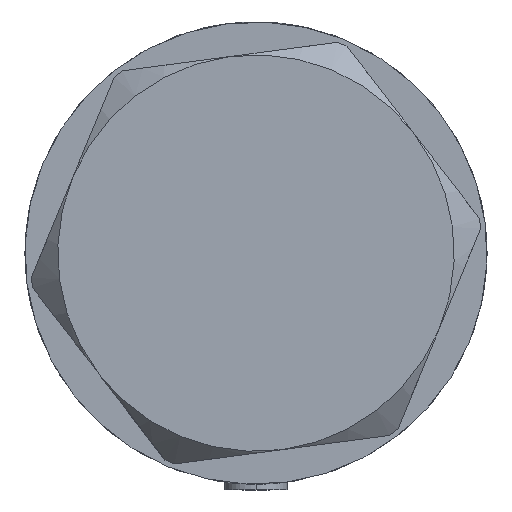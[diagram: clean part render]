
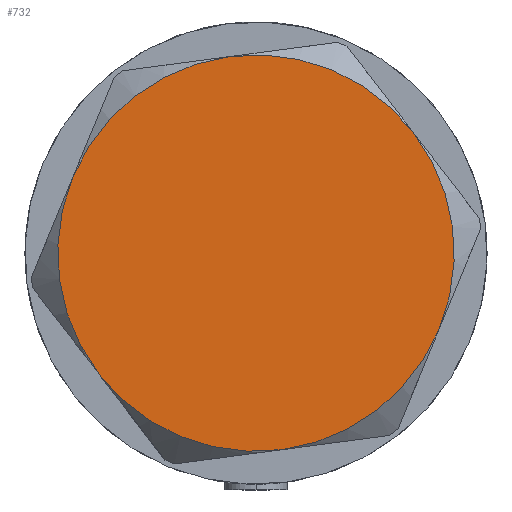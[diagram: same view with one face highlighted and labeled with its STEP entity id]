
A CAD part, left-side view. The second image highlights one B-rep face of the part: STEP entity #732.
In plain terms, the highlighted face is planar.
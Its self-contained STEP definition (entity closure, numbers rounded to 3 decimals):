
#12 = CIRCLE ( 'NONE', #950, 37.75 ) ;
#80 = CIRCLE ( 'NONE', #1488, 37.75 ) ;
#181 = CARTESIAN_POINT ( 'NONE',  ( 18.875, 32.692, 13. ) ) ;
#200 = CARTESIAN_POINT ( 'NONE',  ( 0., 0., 13. ) ) ;
#227 = CIRCLE ( 'NONE', #3751, 37.75 ) ;
#304 = CIRCLE ( 'NONE', #2901, 37.75 ) ;
#452 = CARTESIAN_POINT ( 'NONE',  ( 0., 0., 13. ) ) ;
#529 = DIRECTION ( 'NONE',  ( 0., 0., 1. ) ) ;
#547 = AXIS2_PLACEMENT_3D ( 'NONE', #3323, #4835, #2596 ) ;
#575 = EDGE_CURVE ( 'NONE', #3684, #1185, #304, .T. ) ;
#659 = EDGE_CURVE ( 'NONE', #2317, #4060, #227, .T. ) ;
#732 = ADVANCED_FACE ( 'NONE', ( #844 ), #1263, .T. ) ;
#844 = FACE_OUTER_BOUND ( 'NONE', #4433, .T. ) ;
#918 = DIRECTION ( 'NONE',  ( 1., 0., 0. ) ) ;
#929 = DIRECTION ( 'NONE',  ( 1., 0., 0. ) ) ;
#948 = CARTESIAN_POINT ( 'NONE',  ( 0., 0., 13. ) ) ;
#950 = AXIS2_PLACEMENT_3D ( 'NONE', #4135, #4833, #1458 ) ;
#952 = ORIENTED_EDGE ( 'NONE', *, *, #3973, .T. ) ;
#1185 = VERTEX_POINT ( 'NONE', #1764 ) ;
#1263 = PLANE ( 'NONE',  #4700 ) ;
#1458 = DIRECTION ( 'NONE',  ( 1., 0., 0. ) ) ;
#1468 = ORIENTED_EDGE ( 'NONE', *, *, #1684, .T. ) ;
#1488 = AXIS2_PLACEMENT_3D ( 'NONE', #4646, #529, #929 ) ;
#1529 = CARTESIAN_POINT ( 'NONE',  ( -18.875, 32.692, 13. ) ) ;
#1639 = AXIS2_PLACEMENT_3D ( 'NONE', #3311, #2542, #4826 ) ;
#1684 = EDGE_CURVE ( 'NONE', #2755, #2129, #4708, .T. ) ;
#1764 = CARTESIAN_POINT ( 'NONE',  ( 18.875, -32.692, 13. ) ) ;
#1776 = CARTESIAN_POINT ( 'NONE',  ( -37.75, 0., 13. ) ) ;
#1958 = DIRECTION ( 'NONE',  ( 1., 0., 0. ) ) ;
#2129 = VERTEX_POINT ( 'NONE', #181 ) ;
#2317 = VERTEX_POINT ( 'NONE', #1529 ) ;
#2325 = ORIENTED_EDGE ( 'NONE', *, *, #575, .T. ) ;
#2374 = DIRECTION ( 'NONE',  ( 0., 0., 1. ) ) ;
#2409 = ORIENTED_EDGE ( 'NONE', *, *, #659, .T. ) ;
#2542 = DIRECTION ( 'NONE',  ( 0., 0., 1. ) ) ;
#2596 = DIRECTION ( 'NONE',  ( 1., 0., 0. ) ) ;
#2755 = VERTEX_POINT ( 'NONE', #4643 ) ;
#2901 = AXIS2_PLACEMENT_3D ( 'NONE', #452, #3089, #1958 ) ;
#2961 = ORIENTED_EDGE ( 'NONE', *, *, #3758, .T. ) ;
#3089 = DIRECTION ( 'NONE',  ( 0., 0., 1. ) ) ;
#3126 = DIRECTION ( 'NONE',  ( 0., 0., 1. ) ) ;
#3207 = DIRECTION ( 'NONE',  ( 1., 0., 0. ) ) ;
#3293 = CARTESIAN_POINT ( 'NONE',  ( -18.875, -32.692, 13. ) ) ;
#3311 = CARTESIAN_POINT ( 'NONE',  ( 0., 0., 13. ) ) ;
#3323 = CARTESIAN_POINT ( 'NONE',  ( 0., 0., 13. ) ) ;
#3551 = EDGE_CURVE ( 'NONE', #4060, #3684, #12, .T. ) ;
#3684 = VERTEX_POINT ( 'NONE', #3293 ) ;
#3751 = AXIS2_PLACEMENT_3D ( 'NONE', #948, #3126, #3207 ) ;
#3758 = EDGE_CURVE ( 'NONE', #1185, #2755, #80, .T. ) ;
#3973 = EDGE_CURVE ( 'NONE', #2129, #2317, #4160, .T. ) ;
#4012 = ORIENTED_EDGE ( 'NONE', *, *, #3551, .T. ) ;
#4060 = VERTEX_POINT ( 'NONE', #1776 ) ;
#4135 = CARTESIAN_POINT ( 'NONE',  ( 0., 0., 13. ) ) ;
#4160 = CIRCLE ( 'NONE', #547, 37.75 ) ;
#4433 = EDGE_LOOP ( 'NONE', ( #2961, #1468, #952, #2409, #4012, #2325 ) ) ;
#4643 = CARTESIAN_POINT ( 'NONE',  ( 37.75, 0., 13. ) ) ;
#4646 = CARTESIAN_POINT ( 'NONE',  ( 0., 0., 13. ) ) ;
#4700 = AXIS2_PLACEMENT_3D ( 'NONE', #200, #2374, #918 ) ;
#4708 = CIRCLE ( 'NONE', #1639, 37.75 ) ;
#4826 = DIRECTION ( 'NONE',  ( 1., 0., 0. ) ) ;
#4833 = DIRECTION ( 'NONE',  ( 0., 0., 1. ) ) ;
#4835 = DIRECTION ( 'NONE',  ( 0., 0., 1. ) ) ;
